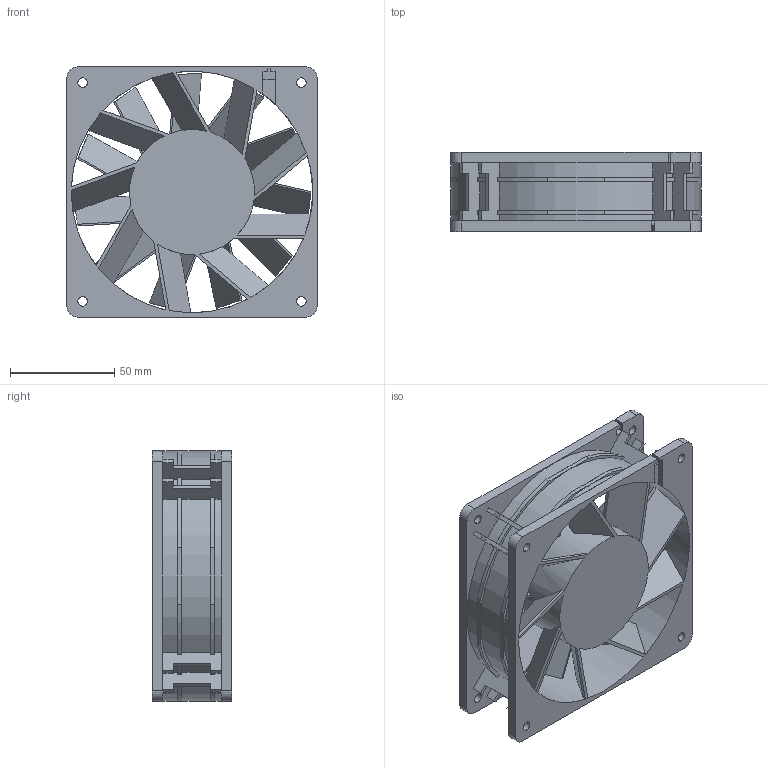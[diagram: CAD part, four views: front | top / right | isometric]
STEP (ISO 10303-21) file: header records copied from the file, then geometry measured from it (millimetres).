
FILE_DESCRIPTION((''),'2;1');
FILE_NAME('120X38','2011-05-09T',('CHIENPEI.CHEN'),(''),'PRO/ENGINEER BY PARAMETRIC TECHNOLOGY CORPORATION, 2006460','PRO/ENGINEER BY PARAMETRIC TECHNOLOGY CORPORATION, 2006460','');
FILE_SCHEMA(('CONFIG_CONTROL_DESIGN'));
Length unit declared in the file: millimetre
Products named in the file (1): 120X38
Bounding box: 120 x 38 x 120 mm (x, y, z)
Volume: 187513 mm3; surface area: 85827.1 mm2
Topology: 1 solids, 1 shells, 335 faces, 1005 edges, 663 vertices
Faces by surface type: plane 248, cylinder 87
Entity records: 11395 total; most frequent: CARTESIAN_POINT 2172, ORIENTED_EDGE 2010, DIRECTION 1848, EDGE_CURVE 1005, VECTOR 664, LINE 664, VERTEX_POINT 663, AXIS2_PLACEMENT_3D 592
